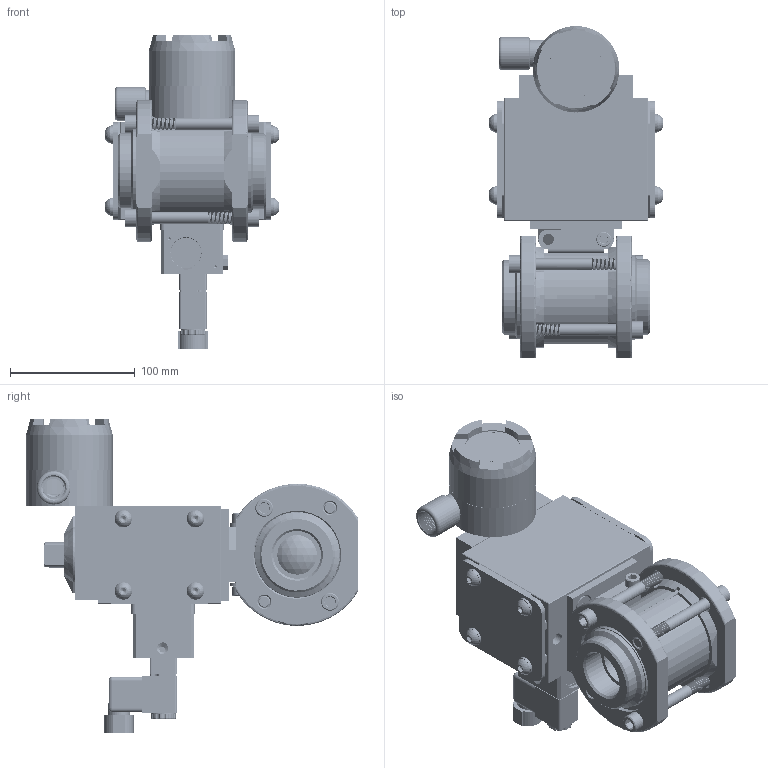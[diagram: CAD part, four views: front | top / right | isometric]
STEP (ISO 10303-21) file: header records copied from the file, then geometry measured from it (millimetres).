
FILE_DESCRIPTION (( 'STEP AP203' ), '1' );
FILE_NAME ('22XXTSWSA522DGPDCLS.step', '2018-03-15T17:53:30', ( '' ), ( '' ), 'SwSTEP 2.0', 'SolidWorks 2017', '' );
FILE_SCHEMA (( 'CONFIG_CONTROL_DESIGN' ));
Products named in the file (1): 22XXTSWSA522DGPDCLS
Bounding box: 139.51 x 266.2 x 252.17 mm (x, y, z)
Volume: 1482905.1 mm3; surface area: 469507.2 mm2
Topology: 68 solids, 68 shells, 3846 faces, 9821 edges, 6158 vertices
Faces by surface type: cylinder 1774, plane 977, cone 774, bspline 155, torus 144, sphere 22
Entity records: 189854 total; most frequent: CARTESIAN_POINT 100496, ORIENTED_EDGE 19390, DIRECTION 18278, EDGE_CURVE 9695, AXIS2_PLACEMENT_3D 7061, VERTEX_POINT 6156, EDGE_LOOP 4235, LINE 4156
